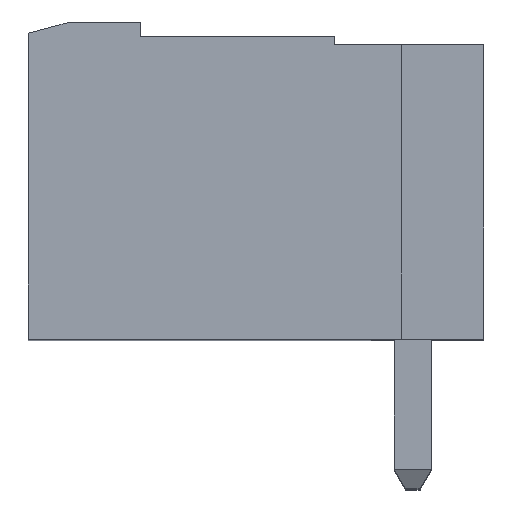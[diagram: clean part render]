
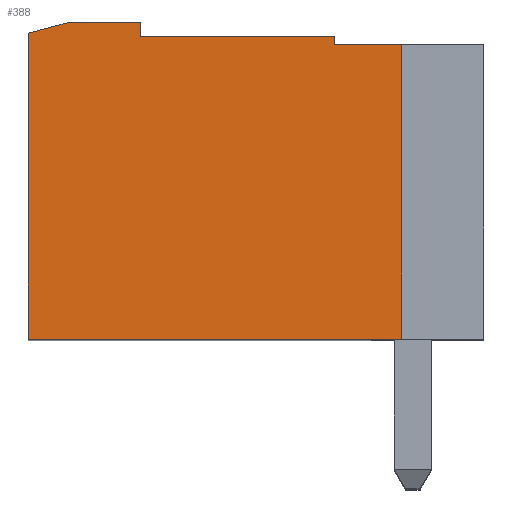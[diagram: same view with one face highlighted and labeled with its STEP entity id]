
A CAD part, top view. The second image highlights one B-rep face of the part: STEP entity #388.
In plain terms, the highlighted planar face has unit normal (0, 0, 1).
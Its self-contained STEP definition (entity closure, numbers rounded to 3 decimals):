
#388 = ADVANCED_FACE( '', ( #977 ), #978, .T. );
#977 = FACE_OUTER_BOUND( '', #1768, .T. );
#978 = PLANE( '', #1769 );
#1768 = EDGE_LOOP( '', ( #2963, #2964, #2965, #2966, #2967, #2968, #2969, #2970, #2971 ) );
#1769 = AXIS2_PLACEMENT_3D( '', #2972, #2973, #2974 );
#2963 = ORIENTED_EDGE( '', *, *, #5043, .T. );
#2964 = ORIENTED_EDGE( '', *, *, #4864, .F. );
#2965 = ORIENTED_EDGE( '', *, *, #5044, .F. );
#2966 = ORIENTED_EDGE( '', *, *, #5045, .F. );
#2967 = ORIENTED_EDGE( '', *, *, #4789, .F. );
#2968 = ORIENTED_EDGE( '', *, *, #4835, .F. );
#2969 = ORIENTED_EDGE( '', *, *, #5046, .F. );
#2970 = ORIENTED_EDGE( '', *, *, #5047, .F. );
#2971 = ORIENTED_EDGE( '', *, *, #4723, .F. );
#2972 = CARTESIAN_POINT( '', ( 204.225, 244.11, 41.64 ) );
#2973 = DIRECTION( '', ( 0., 0., 1. ) );
#2974 = DIRECTION( '', ( 1., 0., 0. ) );
#4723 = EDGE_CURVE( '', #5670, #5585, #5672, .T. );
#4789 = EDGE_CURVE( '', #5787, #5782, #5789, .T. );
#4835 = EDGE_CURVE( '', #5869, #5787, #5871, .T. );
#4864 = EDGE_CURVE( '', #5918, #5920, #5921, .T. );
#5043 = EDGE_CURVE( '', #5670, #5920, #6213, .T. );
#5044 = EDGE_CURVE( '', #6214, #5918, #6215, .T. );
#5045 = EDGE_CURVE( '', #5782, #6214, #6216, .T. );
#5046 = EDGE_CURVE( '', #6217, #5869, #6218, .T. );
#5047 = EDGE_CURVE( '', #5585, #6217, #6219, .T. );
#5585 = VERTEX_POINT( '', #6908 );
#5670 = VERTEX_POINT( '', #7035 );
#5672 = LINE( '', #7038, #7039 );
#5782 = VERTEX_POINT( '', #7199 );
#5787 = VERTEX_POINT( '', #7206 );
#5789 = LINE( '', #7209, #7210 );
#5869 = VERTEX_POINT( '', #7328 );
#5871 = LINE( '', #7331, #7332 );
#5918 = VERTEX_POINT( '', #7400 );
#5920 = VERTEX_POINT( '', #7403 );
#5921 = LINE( '', #7404, #7405 );
#6213 = LINE( '', #7840, #7841 );
#6214 = VERTEX_POINT( '', #7842 );
#6215 = LINE( '', #7843, #7844 );
#6216 = LINE( '', #7845, #7846 );
#6217 = VERTEX_POINT( '', #7847 );
#6218 = LINE( '', #7848, #7849 );
#6219 = LINE( '', #7850, #7851 );
#6908 = CARTESIAN_POINT( '', ( 194.225, 236.21, 41.64 ) );
#7035 = CARTESIAN_POINT( '', ( 204.225, 236.21, 41.64 ) );
#7038 = CARTESIAN_POINT( '', ( 194.225, 236.21, 41.64 ) );
#7039 = VECTOR( '', #8882, 1000. );
#7199 = CARTESIAN_POINT( '', ( 197.225, 244.31, 41.64 ) );
#7206 = CARTESIAN_POINT( '', ( 197.225, 244.71, 41.64 ) );
#7209 = CARTESIAN_POINT( '', ( 197.225, 244.31, 41.64 ) );
#7210 = VECTOR( '', #8936, 1000. );
#7328 = CARTESIAN_POINT( '', ( 195.345, 244.71, 41.64 ) );
#7331 = CARTESIAN_POINT( '', ( 197.225, 244.71, 41.64 ) );
#7332 = VECTOR( '', #8976, 1000. );
#7400 = CARTESIAN_POINT( '', ( 202.425, 244.11, 41.64 ) );
#7403 = CARTESIAN_POINT( '', ( 204.225, 244.11, 41.64 ) );
#7404 = CARTESIAN_POINT( '', ( 204.225, 244.11, 41.64 ) );
#7405 = VECTOR( '', #9005, 1000. );
#7840 = CARTESIAN_POINT( '', ( 204.225, 244.11, 41.64 ) );
#7841 = VECTOR( '', #9173, 1000. );
#7842 = CARTESIAN_POINT( '', ( 202.425, 244.31, 41.64 ) );
#7843 = CARTESIAN_POINT( '', ( 202.425, 244.11, 41.64 ) );
#7844 = VECTOR( '', #9174, 1000. );
#7845 = CARTESIAN_POINT( '', ( 202.425, 244.31, 41.64 ) );
#7846 = VECTOR( '', #9175, 1000. );
#7847 = CARTESIAN_POINT( '', ( 194.225, 244.41, 41.64 ) );
#7848 = CARTESIAN_POINT( '', ( 195.345, 244.71, 41.64 ) );
#7849 = VECTOR( '', #9176, 1000. );
#7850 = CARTESIAN_POINT( '', ( 194.225, 244.41, 41.64 ) );
#7851 = VECTOR( '', #9177, 1000. );
#8882 = DIRECTION( '', ( -1., 0., 0. ) );
#8936 = DIRECTION( '', ( 0., -1., 0. ) );
#8976 = DIRECTION( '', ( 1., 0., 0. ) );
#9005 = DIRECTION( '', ( 1., 0., 0. ) );
#9173 = DIRECTION( '', ( 0., 1., 0. ) );
#9174 = DIRECTION( '', ( 0., -1., 0. ) );
#9175 = DIRECTION( '', ( 1., 0., 0. ) );
#9176 = DIRECTION( '', ( 0.966, 0.259, 0. ) );
#9177 = DIRECTION( '', ( 0., 1., 0. ) );
